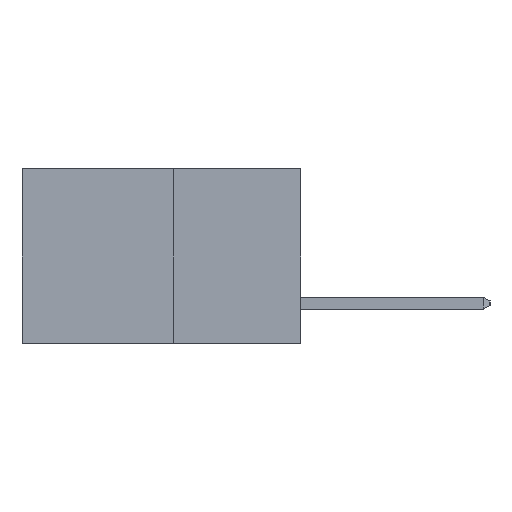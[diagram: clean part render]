
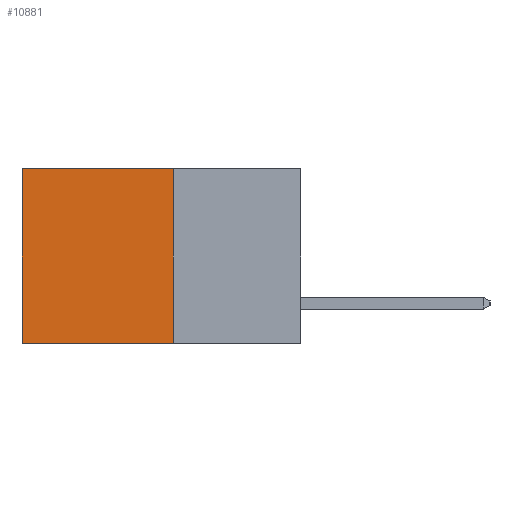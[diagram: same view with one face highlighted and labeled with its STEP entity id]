
A CAD part, left-side view. The second image highlights one B-rep face of the part: STEP entity #10881.
In plain terms, the highlighted planar face has unit normal (-1, 0, 0).
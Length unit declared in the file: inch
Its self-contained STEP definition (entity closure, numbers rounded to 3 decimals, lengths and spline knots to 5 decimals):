
#87 = VERTEX_POINT ( 'NONE', #1518 ) ;
#500 = LINE ( 'NONE', #4305, #4700 ) ;
#1118 = DIRECTION ( 'NONE',  ( 0., 1., 0. ) ) ;
#1293 = VERTEX_POINT ( 'NONE', #7398 ) ;
#1432 = VERTEX_POINT ( 'NONE', #1746 ) ;
#1518 = CARTESIAN_POINT ( 'NONE',  ( 0.277, 0.59, -0.37 ) ) ;
#1746 = CARTESIAN_POINT ( 'NONE',  ( 0.277, 0.27, -0.37 ) ) ;
#2494 = ORIENTED_EDGE ( 'NONE', *, *, #4064, .T. ) ;
#3015 = VERTEX_POINT ( 'NONE', #5691 ) ;
#3049 = CARTESIAN_POINT ( 'NONE',  ( 0.277, 0.27, -0.37 ) ) ;
#3172 = EDGE_CURVE ( 'NONE', #1293, #1432, #500, .T. ) ;
#3854 = ORIENTED_EDGE ( 'NONE', *, *, #3172, .F. ) ;
#3928 = EDGE_CURVE ( 'NONE', #1293, #3015, #6573, .T. ) ;
#3953 = DIRECTION ( 'NONE',  ( 0., 0., -1. ) ) ;
#4064 = EDGE_CURVE ( 'NONE', #3015, #87, #4938, .T. ) ;
#4214 = EDGE_CURVE ( 'NONE', #1432, #87, #7400, .T. ) ;
#4305 = CARTESIAN_POINT ( 'NONE',  ( 0.277, 0.27, -0.37 ) ) ;
#4700 = VECTOR ( 'NONE', #5268, 39.37008 ) ;
#4938 = LINE ( 'NONE', #5167, #6709 ) ;
#4981 = CARTESIAN_POINT ( 'NONE',  ( 0.277, 0.27, 0. ) ) ;
#5167 = CARTESIAN_POINT ( 'NONE',  ( 0.277, 0.59, -0.37 ) ) ;
#5268 = DIRECTION ( 'NONE',  ( 0., 0., -1. ) ) ;
#5293 = EDGE_LOOP ( 'NONE', ( #2494, #10065, #3854, #6712 ) ) ;
#5605 = VECTOR ( 'NONE', #1118, 39.37008 ) ;
#5691 = CARTESIAN_POINT ( 'NONE',  ( 0.277, 0.59, 0. ) ) ;
#6046 = DIRECTION ( 'NONE',  ( 0., 0., -1. ) ) ;
#6393 = CARTESIAN_POINT ( 'NONE',  ( 0.277, 0.27, -0.37 ) ) ;
#6573 = LINE ( 'NONE', #4981, #10622 ) ;
#6709 = VECTOR ( 'NONE', #6046, 39.37008 ) ;
#6712 = ORIENTED_EDGE ( 'NONE', *, *, #3928, .T. ) ;
#7396 = PLANE ( 'NONE',  #11347 ) ;
#7398 = CARTESIAN_POINT ( 'NONE',  ( 0.277, 0.27, 0. ) ) ;
#7400 = LINE ( 'NONE', #6393, #5605 ) ;
#9108 = DIRECTION ( 'NONE',  ( 1., 0., 0. ) ) ;
#10065 = ORIENTED_EDGE ( 'NONE', *, *, #4214, .F. ) ;
#10376 = FACE_OUTER_BOUND ( 'NONE', #5293, .T. ) ;
#10622 = VECTOR ( 'NONE', #11022, 39.37008 ) ;
#10881 = ADVANCED_FACE ( 'NONE', ( #10376 ), #7396, .F. ) ;
#11022 = DIRECTION ( 'NONE',  ( 0., 1., 0. ) ) ;
#11347 = AXIS2_PLACEMENT_3D ( 'NONE', #3049, #9108, #3953 ) ;
